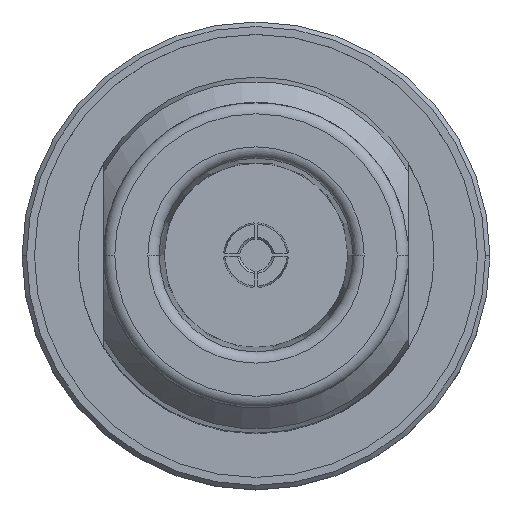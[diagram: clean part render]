
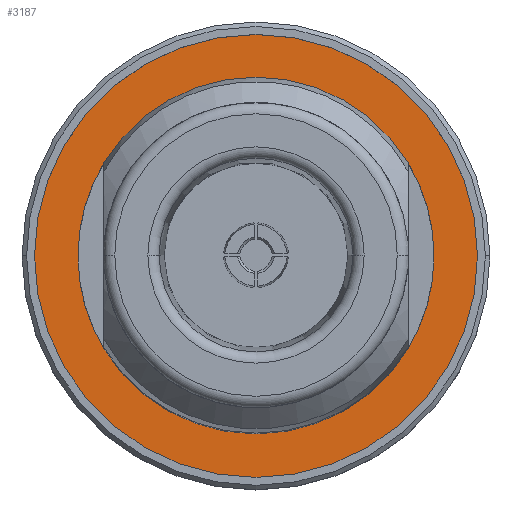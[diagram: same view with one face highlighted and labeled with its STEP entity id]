
A CAD part, top view. The second image highlights one B-rep face of the part: STEP entity #3187.
In plain terms, the highlighted planar face has unit normal (0, 0, 1).
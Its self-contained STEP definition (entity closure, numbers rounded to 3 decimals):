
#161 = AXIS2_PLACEMENT_3D ( 'NONE', #3372, #2800, #460 ) ;
#454 = ORIENTED_EDGE ( 'NONE', *, *, #3959, .T. ) ;
#460 = DIRECTION ( 'NONE',  ( 1., 0., 0. ) ) ;
#725 = AXIS2_PLACEMENT_3D ( 'NONE', #3850, #1240, #2576 ) ;
#741 = VERTEX_POINT ( 'NONE', #1359 ) ;
#859 = DIRECTION ( 'NONE',  ( 0., 0., 1. ) ) ;
#962 = CIRCLE ( 'NONE', #2150, 7.875 ) ;
#967 = CARTESIAN_POINT ( 'NONE',  ( -9.8, 0., -24.3 ) ) ;
#973 = CARTESIAN_POINT ( 'NONE',  ( 0., 0., -24.3 ) ) ;
#1171 = DIRECTION ( 'NONE',  ( 1., 0., 0. ) ) ;
#1240 = DIRECTION ( 'NONE',  ( 0., 0., -1. ) ) ;
#1359 = CARTESIAN_POINT ( 'NONE',  ( 7.875, 0., -24.3 ) ) ;
#1365 = VERTEX_POINT ( 'NONE', #1627 ) ;
#1501 = EDGE_CURVE ( 'NONE', #2352, #1840, #1720, .T. ) ;
#1522 = CARTESIAN_POINT ( 'NONE',  ( 0., 0., -24.3 ) ) ;
#1626 = DIRECTION ( 'NONE',  ( 0., 0., 1. ) ) ;
#1627 = CARTESIAN_POINT ( 'NONE',  ( -7.875, 0., -24.3 ) ) ;
#1720 = CIRCLE ( 'NONE', #3993, 9.8 ) ;
#1840 = VERTEX_POINT ( 'NONE', #967 ) ;
#1978 = DIRECTION ( 'NONE',  ( 0., 0., 1. ) ) ;
#2028 = EDGE_LOOP ( 'NONE', ( #3610, #4168 ) ) ;
#2150 = AXIS2_PLACEMENT_3D ( 'NONE', #4241, #1978, #1171 ) ;
#2352 = VERTEX_POINT ( 'NONE', #3273 ) ;
#2410 = CIRCLE ( 'NONE', #3381, 9.8 ) ;
#2415 = FACE_BOUND ( 'NONE', #2028, .T. ) ;
#2576 = DIRECTION ( 'NONE',  ( -1., 0., 0. ) ) ;
#2800 = DIRECTION ( 'NONE',  ( 0., 0., 1. ) ) ;
#3038 = EDGE_LOOP ( 'NONE', ( #3084, #454 ) ) ;
#3084 = ORIENTED_EDGE ( 'NONE', *, *, #1501, .T. ) ;
#3165 = EDGE_CURVE ( 'NONE', #741, #1365, #962, .T. ) ;
#3169 = FACE_OUTER_BOUND ( 'NONE', #3038, .T. ) ;
#3187 = ADVANCED_FACE ( 'NONE', ( #2415, #3169 ), #3826, .F. ) ;
#3273 = CARTESIAN_POINT ( 'NONE',  ( 9.8, 0., -24.3 ) ) ;
#3276 = CIRCLE ( 'NONE', #161, 7.875 ) ;
#3372 = CARTESIAN_POINT ( 'NONE',  ( 0., 0., -24.3 ) ) ;
#3381 = AXIS2_PLACEMENT_3D ( 'NONE', #973, #1626, #3894 ) ;
#3610 = ORIENTED_EDGE ( 'NONE', *, *, #3165, .F. ) ;
#3721 = EDGE_CURVE ( 'NONE', #1365, #741, #3276, .T. ) ;
#3794 = DIRECTION ( 'NONE',  ( 1., 0., 0. ) ) ;
#3826 = PLANE ( 'NONE',  #725 ) ;
#3850 = CARTESIAN_POINT ( 'NONE',  ( 0., 9.8, -24.3 ) ) ;
#3894 = DIRECTION ( 'NONE',  ( 1., 0., 0. ) ) ;
#3959 = EDGE_CURVE ( 'NONE', #1840, #2352, #2410, .T. ) ;
#3993 = AXIS2_PLACEMENT_3D ( 'NONE', #1522, #859, #3794 ) ;
#4168 = ORIENTED_EDGE ( 'NONE', *, *, #3721, .F. ) ;
#4241 = CARTESIAN_POINT ( 'NONE',  ( 0., 0., -24.3 ) ) ;
